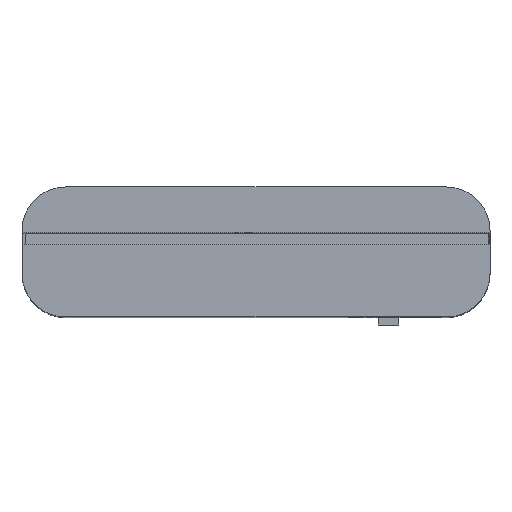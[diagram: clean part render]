
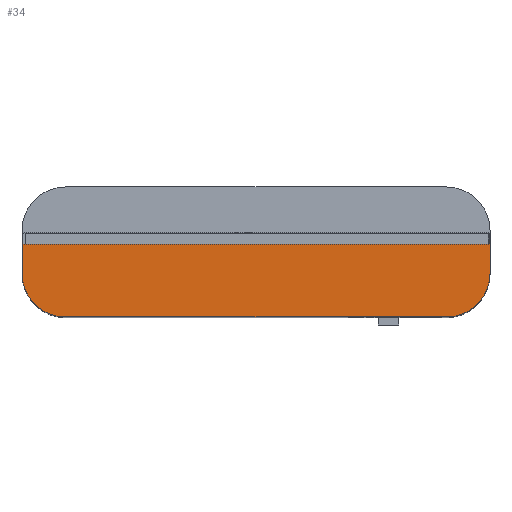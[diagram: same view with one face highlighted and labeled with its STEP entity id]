
A CAD part, top view. The second image highlights one B-rep face of the part: STEP entity #34.
In plain terms, the highlighted planar face has unit normal (0, 0, 1).
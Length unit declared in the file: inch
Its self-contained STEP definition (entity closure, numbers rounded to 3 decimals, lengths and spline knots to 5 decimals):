
#34 = ADVANCED_FACE ( 'NONE', ( #2014 ), #11824, .F. ) ;
#125 = EDGE_CURVE ( 'NONE', #2319, #14419, #8074, .T. ) ;
#321 = ORIENTED_EDGE ( 'NONE', *, *, #125, .F. ) ;
#450 = VECTOR ( 'NONE', #13703, 39.37008 ) ;
#585 = DIRECTION ( 'NONE',  ( 0., -1., 0. ) ) ;
#1180 = VECTOR ( 'NONE', #9888, 39.37008 ) ;
#1589 = EDGE_LOOP ( 'NONE', ( #321, #5540, #8167, #5011, #5353, #2650 ) ) ;
#1870 = AXIS2_PLACEMENT_3D ( 'NONE', #11770, #6036, #14018 ) ;
#1932 = CARTESIAN_POINT ( 'NONE',  ( -1.09, 0., 1.264 ) ) ;
#2014 = FACE_OUTER_BOUND ( 'NONE', #1589, .T. ) ;
#2217 = LINE ( 'NONE', #12543, #450 ) ;
#2319 = VERTEX_POINT ( 'NONE', #8331 ) ;
#2355 = VERTEX_POINT ( 'NONE', #9489 ) ;
#2491 = VERTEX_POINT ( 'NONE', #4057 ) ;
#2650 = ORIENTED_EDGE ( 'NONE', *, *, #5793, .T. ) ;
#3986 = AXIS2_PLACEMENT_3D ( 'NONE', #7668, #13518, #4302 ) ;
#4057 = CARTESIAN_POINT ( 'NONE',  ( -1.34, 0.25, 1.264 ) ) ;
#4302 = DIRECTION ( 'NONE',  ( -1., 0., 0. ) ) ;
#5011 = ORIENTED_EDGE ( 'NONE', *, *, #7223, .T. ) ;
#5348 = CARTESIAN_POINT ( 'NONE',  ( -1.34, 0.4165, 1.264 ) ) ;
#5353 = ORIENTED_EDGE ( 'NONE', *, *, #13545, .T. ) ;
#5540 = ORIENTED_EDGE ( 'NONE', *, *, #6982, .F. ) ;
#5780 = CIRCLE ( 'NONE', #1870, 0.25 ) ;
#5793 = EDGE_CURVE ( 'NONE', #2355, #14419, #5780, .T. ) ;
#6036 = DIRECTION ( 'NONE',  ( 0., 0., 1. ) ) ;
#6330 = CARTESIAN_POINT ( 'NONE',  ( 1.34, 0.7445, 1.264 ) ) ;
#6425 = DIRECTION ( 'NONE',  ( -1., 0., 0. ) ) ;
#6560 = CARTESIAN_POINT ( 'NONE',  ( 1.34, 0.25, 1.264 ) ) ;
#6982 = EDGE_CURVE ( 'NONE', #9001, #2319, #7106, .T. ) ;
#7106 = LINE ( 'NONE', #10756, #13719 ) ;
#7223 = EDGE_CURVE ( 'NONE', #2491, #11728, #9594, .T. ) ;
#7476 = CARTESIAN_POINT ( 'NONE',  ( 1.34, 0.7445, 1.264 ) ) ;
#7668 = CARTESIAN_POINT ( 'NONE',  ( -1.09, 0.25, 1.264 ) ) ;
#8074 = LINE ( 'NONE', #7476, #10910 ) ;
#8167 = ORIENTED_EDGE ( 'NONE', *, *, #13787, .T. ) ;
#8331 = CARTESIAN_POINT ( 'NONE',  ( 1.34, 0.4165, 1.264 ) ) ;
#8903 = AXIS2_PLACEMENT_3D ( 'NONE', #6330, #10902, #6425 ) ;
#9001 = VERTEX_POINT ( 'NONE', #5348 ) ;
#9489 = CARTESIAN_POINT ( 'NONE',  ( 1.09, 0., 1.264 ) ) ;
#9594 = CIRCLE ( 'NONE', #3986, 0.25 ) ;
#9888 = DIRECTION ( 'NONE',  ( 1., 0., 0. ) ) ;
#10756 = CARTESIAN_POINT ( 'NONE',  ( -1.34, 0.4165, 1.264 ) ) ;
#10902 = DIRECTION ( 'NONE',  ( 0., 0., -1. ) ) ;
#10910 = VECTOR ( 'NONE', #585, 39.37008 ) ;
#11728 = VERTEX_POINT ( 'NONE', #1932 ) ;
#11770 = CARTESIAN_POINT ( 'NONE',  ( 1.09, 0.25, 1.264 ) ) ;
#11824 = PLANE ( 'NONE',  #8903 ) ;
#12543 = CARTESIAN_POINT ( 'NONE',  ( -1.34, 0.7445, 1.264 ) ) ;
#13436 = CARTESIAN_POINT ( 'NONE',  ( 1.34, 0., 1.264 ) ) ;
#13518 = DIRECTION ( 'NONE',  ( 0., 0., 1. ) ) ;
#13545 = EDGE_CURVE ( 'NONE', #11728, #2355, #14508, .T. ) ;
#13703 = DIRECTION ( 'NONE',  ( 0., -1., 0. ) ) ;
#13719 = VECTOR ( 'NONE', #14077, 39.37008 ) ;
#13787 = EDGE_CURVE ( 'NONE', #9001, #2491, #2217, .T. ) ;
#14018 = DIRECTION ( 'NONE',  ( -1., 0., 0. ) ) ;
#14077 = DIRECTION ( 'NONE',  ( 1., 0., 0. ) ) ;
#14419 = VERTEX_POINT ( 'NONE', #6560 ) ;
#14508 = LINE ( 'NONE', #13436, #1180 ) ;
